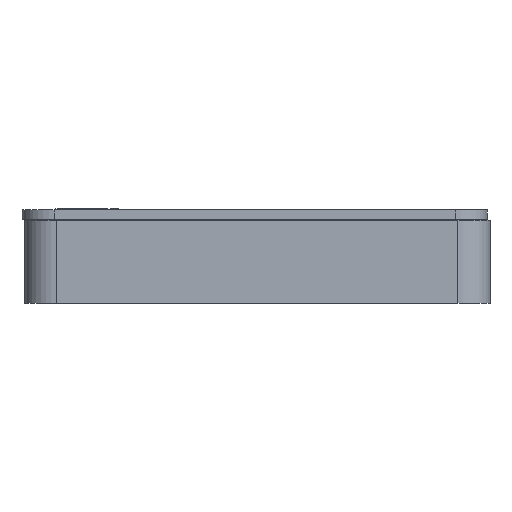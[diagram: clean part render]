
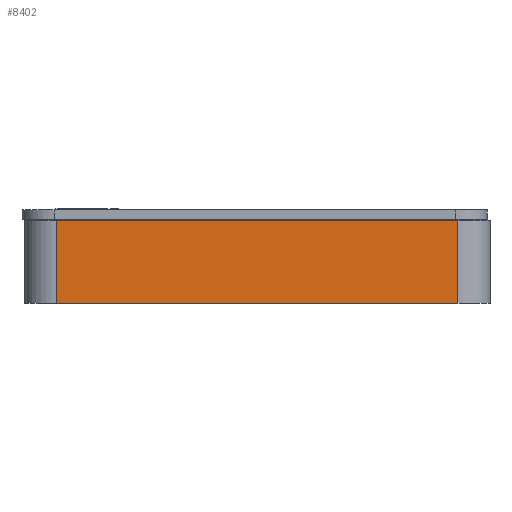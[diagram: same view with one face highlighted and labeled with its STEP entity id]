
A CAD part, front view. The second image highlights one B-rep face of the part: STEP entity #8402.
In plain terms, the highlighted planar face has unit normal (0, -1, 0).
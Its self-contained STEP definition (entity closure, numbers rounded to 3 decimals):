
#894=PLANE('',#8914);
#1043=FACE_OUTER_BOUND('',#1510,.T.);
#1510=EDGE_LOOP('',(#5758,#5759,#5760,#5761));
#2095=LINE('',#10720,#2761);
#2096=LINE('',#10723,#2762);
#2108=LINE('',#10761,#2774);
#2109=LINE('',#10762,#2775);
#2761=VECTOR('',#9294,10.);
#2762=VECTOR('',#9297,10.);
#2774=VECTOR('',#9325,10.);
#2775=VECTOR('',#9326,10.);
#3574=VERTEX_POINT('',#10713);
#3577=VERTEX_POINT('',#10718);
#3578=VERTEX_POINT('',#10722);
#3596=VERTEX_POINT('',#10760);
#4441=EDGE_CURVE('',#3577,#3574,#2095,.T.);
#4442=EDGE_CURVE('',#3574,#3578,#2096,.T.);
#4461=EDGE_CURVE('',#3577,#3596,#2108,.T.);
#4462=EDGE_CURVE('',#3578,#3596,#2109,.T.);
#5758=ORIENTED_EDGE('',*,*,#4441,.F.);
#5759=ORIENTED_EDGE('',*,*,#4461,.T.);
#5760=ORIENTED_EDGE('',*,*,#4462,.F.);
#5761=ORIENTED_EDGE('',*,*,#4442,.F.);
#8402=ADVANCED_FACE('',(#1043),#894,.T.);
#8914=AXIS2_PLACEMENT_3D('',#10759,#9323,#9324);
#9294=DIRECTION('',(0.,0.,1.));
#9297=DIRECTION('',(1.,0.,0.));
#9323=DIRECTION('center_axis',(0.,-1.,0.));
#9324=DIRECTION('ref_axis',(1.,0.,0.));
#9325=DIRECTION('',(1.,0.,0.));
#9326=DIRECTION('',(0.,0.,-1.));
#10713=CARTESIAN_POINT('',(-4.5,-9.5,13.));
#10718=CARTESIAN_POINT('',(-4.5,-9.5,0.));
#10720=CARTESIAN_POINT('',(-4.5,-9.5,0.));
#10722=CARTESIAN_POINT('',(58.,-9.5,13.));
#10723=CARTESIAN_POINT('',(-9.5,-9.5,13.));
#10759=CARTESIAN_POINT('Origin',(-9.5,-9.5,0.));
#10760=CARTESIAN_POINT('',(58.,-9.5,0.));
#10761=CARTESIAN_POINT('',(-9.5,-9.5,0.));
#10762=CARTESIAN_POINT('',(58.,-9.5,0.));
